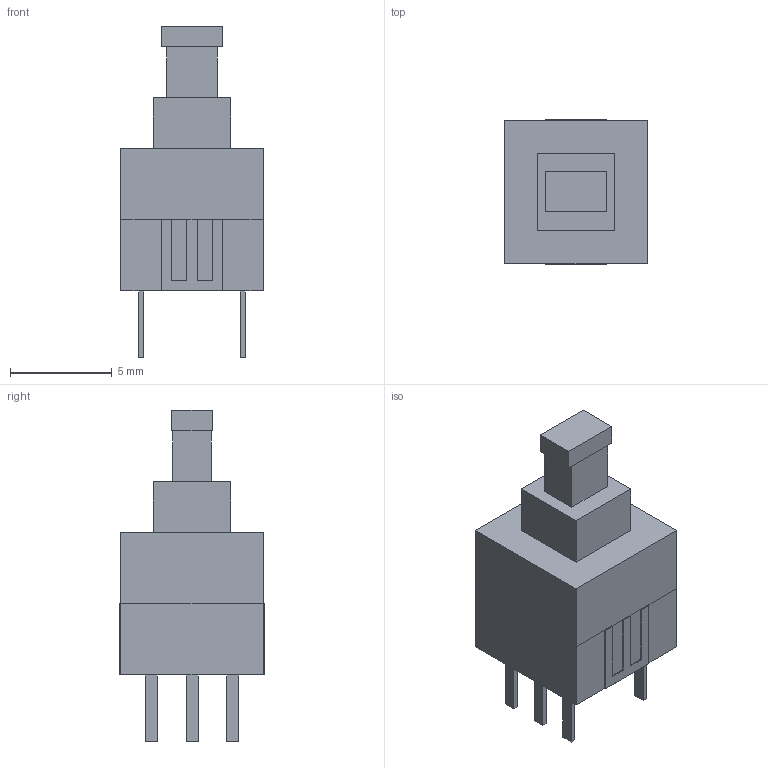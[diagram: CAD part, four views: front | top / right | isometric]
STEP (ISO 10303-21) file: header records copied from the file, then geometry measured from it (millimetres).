
FILE_DESCRIPTION(('FreeCAD Model'),'2;1');
FILE_NAME( 'switch-dpdt-7x7mm.STEP', '2021-01-17T23:05:22',('Author'),(''), 'Open CASCADE STEP processor 7.3','FreeCAD','Unknown');
FILE_SCHEMA(('AUTOMOTIVE_DESIGN { 1 0 10303 214 1 1 1 1 }'));
Length unit declared in the file: millimetre
Products named in the file (1): Body
Bounding box: 7 x 7.1 x 16.27 mm (x, y, z)
Volume: 400.4 mm3; surface area: 401.7 mm2
Topology: 1 solids, 1 shells, 82 faces, 195 edges, 124 vertices
Faces by surface type: plane 82
Entity records: 5419 total; most frequent: CARTESIAN_POINT 792, DIRECTION 751, LINE 585, VECTOR 585, ORIENTED_EDGE 390, PCURVE 390, DEFINITIONAL_REPRESENTATION 390, EDGE_CURVE 195
